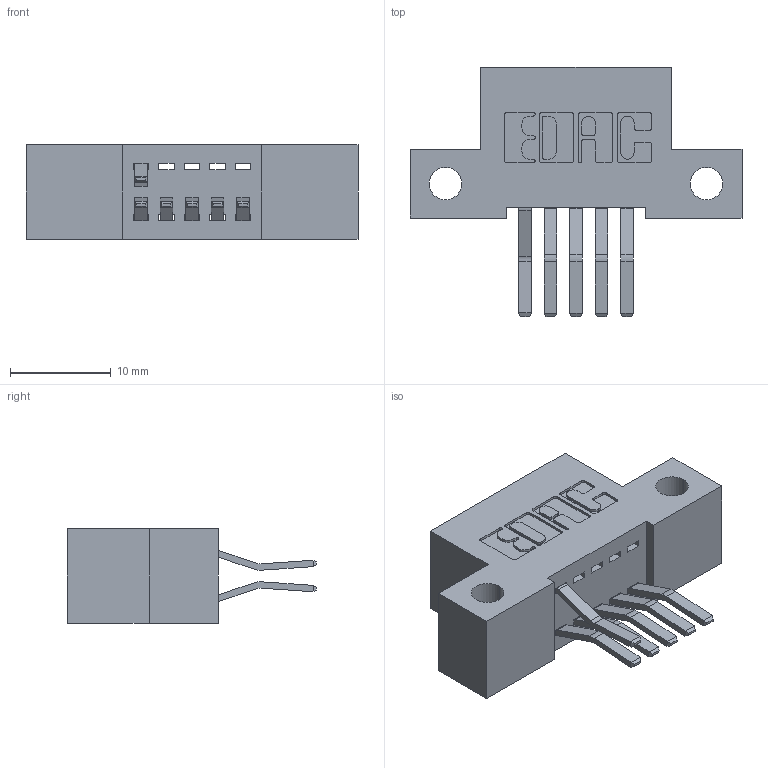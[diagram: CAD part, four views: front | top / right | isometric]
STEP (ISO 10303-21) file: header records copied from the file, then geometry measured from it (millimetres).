
FILE_DESCRIPTION (( 'STEP AP203' ), '1' );
FILE_NAME ('342-010-560-212.STEP', '2018-08-10T14:12:21', ( '' ), ( '' ), 'SwSTEP 2.0', 'SolidWorks 2016', '' );
FILE_SCHEMA (( 'CONFIG_CONTROL_DESIGN' ));
Length unit declared in the file: inch
Products named in the file (3): 342 Part_Side Mount; 345-292-001_560 Tail; 342-010-560-212
Assembly tree (7 placements, depth 2):
  342-010-560-212
    342 Part_Side Mount
    345-292-001_560 Tail  x6
Bounding box: 33.02 x 24.78 x 9.4 mm (x, y, z)
Volume: 2721.2 mm3; surface area: 3253.4 mm2
Topology: 7 solids, 7 shells, 458 faces, 1349 edges, 890 vertices
Faces by surface type: plane 306, cylinder 152
Entity records: 7833 total; most frequent: CARTESIAN_POINT 1358, ORIENTED_EDGE 1298, DIRECTION 1225, EDGE_CURVE 649, LINE 517, VECTOR 517, VERTEX_POINT 430, AXIS2_PLACEMENT_3D 354
